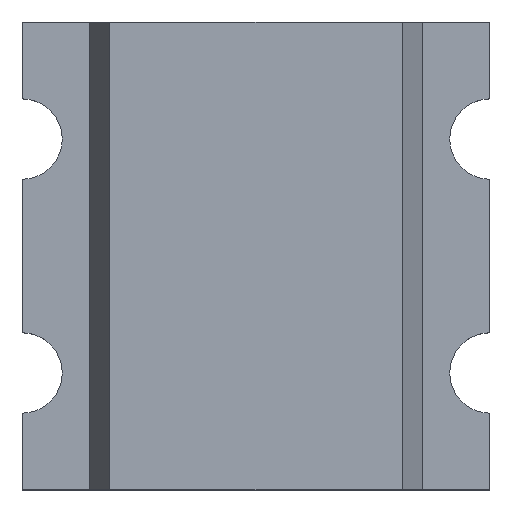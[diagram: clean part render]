
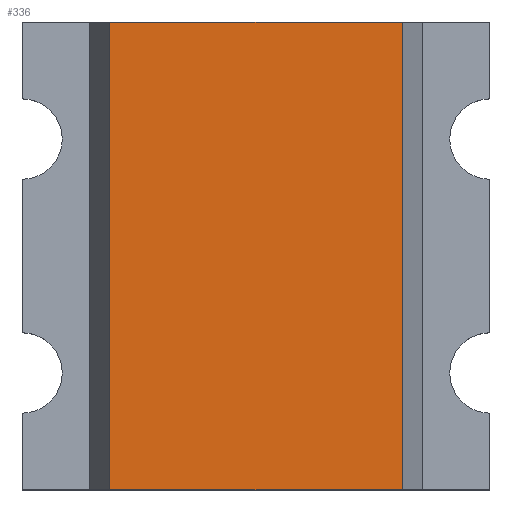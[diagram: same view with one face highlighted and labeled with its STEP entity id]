
A CAD part, top view. The second image highlights one B-rep face of the part: STEP entity #336.
In plain terms, the highlighted planar face has unit normal (0, 0, 1).
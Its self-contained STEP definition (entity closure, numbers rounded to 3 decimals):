
#30=FACE_OUTER_BOUND('',#48,.T.);
#48=EDGE_LOOP('',(#239,#240,#241,#242));
#63=LINE('',#489,#103);
#67=LINE('',#498,#107);
#76=LINE('',#514,#116);
#77=LINE('',#516,#117);
#103=VECTOR('',#395,10.);
#107=VECTOR('',#401,10.);
#116=VECTOR('',#412,10.);
#117=VECTOR('',#415,10.);
#143=VERTEX_POINT('',#487);
#144=VERTEX_POINT('',#488);
#147=VERTEX_POINT('',#496);
#148=VERTEX_POINT('',#497);
#175=EDGE_CURVE('',#143,#144,#63,.T.);
#179=EDGE_CURVE('',#147,#148,#67,.T.);
#188=EDGE_CURVE('',#144,#147,#76,.T.);
#189=EDGE_CURVE('',#148,#143,#77,.T.);
#239=ORIENTED_EDGE('',*,*,#175,.T.);
#240=ORIENTED_EDGE('',*,*,#188,.T.);
#241=ORIENTED_EDGE('',*,*,#179,.T.);
#242=ORIENTED_EDGE('',*,*,#189,.T.);
#322=PLANE('',#368);
#336=ADVANCED_FACE('',(#30),#322,.T.);
#368=AXIS2_PLACEMENT_3D('',#515,#413,#414);
#395=DIRECTION('',(0.,-1.,0.));
#401=DIRECTION('',(0.,1.,0.));
#412=DIRECTION('',(1.,0.,0.));
#413=DIRECTION('center_axis',(0.,0.,1.));
#414=DIRECTION('ref_axis',(1.,0.,0.));
#415=DIRECTION('',(-1.,0.,0.));
#487=CARTESIAN_POINT('',(0.3,1.6,0.35));
#488=CARTESIAN_POINT('',(0.3,0.,0.35));
#489=CARTESIAN_POINT('',(0.3,1.2,0.35));
#496=CARTESIAN_POINT('',(1.3,0.,0.35));
#497=CARTESIAN_POINT('',(1.3,1.6,0.35));
#498=CARTESIAN_POINT('',(1.3,0.4,0.35));
#514=CARTESIAN_POINT('',(1.35,0.,0.35));
#515=CARTESIAN_POINT('Origin',(0.8,0.8,0.35));
#516=CARTESIAN_POINT('',(0.25,1.6,0.35));
